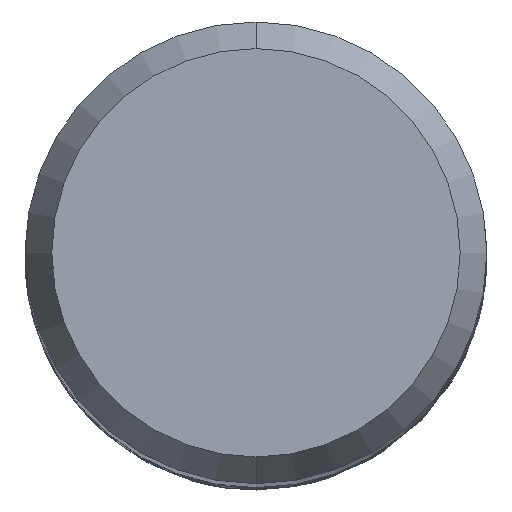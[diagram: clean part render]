
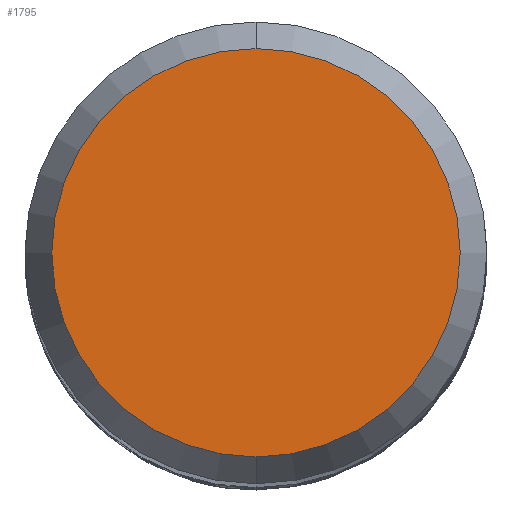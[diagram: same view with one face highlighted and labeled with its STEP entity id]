
A CAD part, top view. The second image highlights one B-rep face of the part: STEP entity #1795.
In plain terms, the highlighted planar face has unit normal (0, 0, 1).
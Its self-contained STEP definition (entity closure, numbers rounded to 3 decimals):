
#857=EDGE_CURVE('',#2101,#1925,#2297,.T.);
#1183=EDGE_CURVE('',#1925,#2101,#2647,.T.);
#1795=ADVANCED_FACE('',(#3319),#3320,.T.);
#1925=VERTEX_POINT('',#3463);
#2101=VERTEX_POINT('',#3655);
#2297=CIRCLE('',#5816,4.423);
#2647=CIRCLE('',#10342,4.423);
#3319=FACE_OUTER_BOUND('',#17455,.T.);
#3320=PLANE('',#17456);
#3463=CARTESIAN_POINT('',(0.0,4.423,0.0));
#3655=CARTESIAN_POINT('',(0.,-4.423,0.0));
#5816=AXIS2_PLACEMENT_3D('',#21569,#21570,#21571);
#10342=AXIS2_PLACEMENT_3D('',#21815,#21816,#21817);
#17455=EDGE_LOOP('',(#22551,#22552));
#17456=AXIS2_PLACEMENT_3D('',#22553,#22554,#22555);
#21569=CARTESIAN_POINT('',(0.0,0.0,0.0));
#21570=DIRECTION('',(0.0,0.0,-1.0));
#21571=DIRECTION('',(0.0,1.0,0.0));
#21815=CARTESIAN_POINT('',(0.0,0.0,0.0));
#21816=DIRECTION('',(0.0,0.0,-1.0));
#21817=DIRECTION('',(0.0,1.0,0.0));
#22551=ORIENTED_EDGE('',*,*,#1183,.F.);
#22552=ORIENTED_EDGE('',*,*,#857,.F.);
#22553=CARTESIAN_POINT('',(0.0,2.211,0.0));
#22554=DIRECTION('',(-0.0,0.0,1.0));
#22555=DIRECTION('',(0.0,-1.0,0.0));
